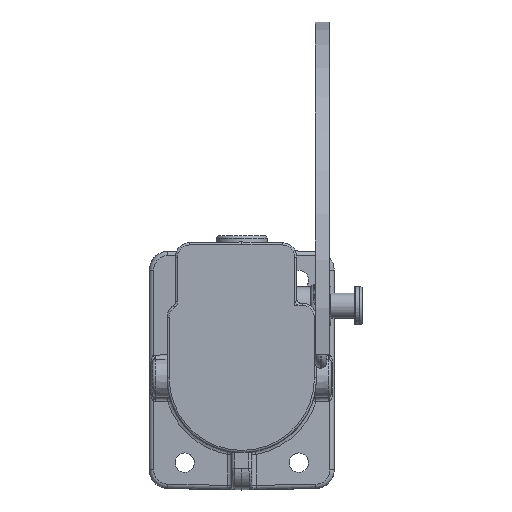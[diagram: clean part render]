
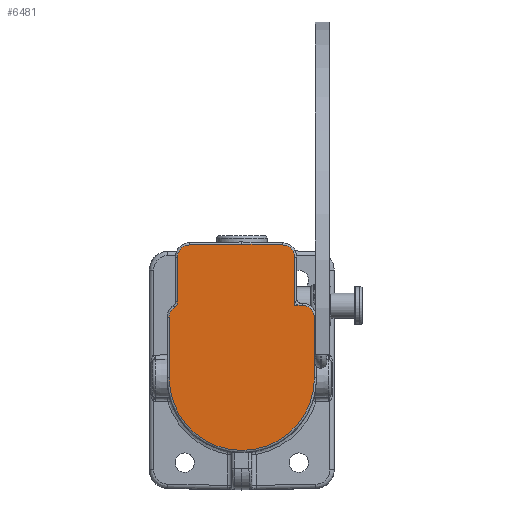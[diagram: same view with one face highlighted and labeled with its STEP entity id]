
A CAD part, top view. The second image highlights one B-rep face of the part: STEP entity #6481.
In plain terms, the highlighted planar face has unit normal (0, 0, 1).
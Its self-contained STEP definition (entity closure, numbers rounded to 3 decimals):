
#1034=FACE_OUTER_BOUND('',#1480,.T.);
#1480=EDGE_LOOP('',(#5223,#5224,#5225,#5226,#5227,#5228,#5229,#5230,#5231,
#5232,#5233,#5234,#5235));
#1878=CIRCLE('',#7107,8.5);
#1882=CIRCLE('',#7113,4.5);
#1885=CIRCLE('',#7117,8.5);
#1889=CIRCLE('',#7123,50.5);
#1892=CIRCLE('',#7128,8.5);
#1895=CIRCLE('',#7132,8.5);
#2166=LINE('',#14036,#2374);
#2168=LINE('',#14043,#2376);
#2216=LINE('',#15878,#2424);
#2217=LINE('',#15887,#2425);
#2218=LINE('',#15904,#2426);
#2220=LINE('',#15916,#2428);
#2222=LINE('',#15928,#2430);
#2374=VECTOR('',#8229,10.);
#2376=VECTOR('',#8237,10.);
#2424=VECTOR('',#8443,10.);
#2425=VECTOR('',#8456,10.);
#2426=VECTOR('',#8477,10.);
#2428=VECTOR('',#8491,10.);
#2430=VECTOR('',#8509,10.);
#2813=VERTEX_POINT('',#14029);
#2814=VERTEX_POINT('',#14035);
#2816=VERTEX_POINT('',#14041);
#2871=VERTEX_POINT('',#15862);
#2874=VERTEX_POINT('',#15876);
#2875=VERTEX_POINT('',#15880);
#2876=VERTEX_POINT('',#15885);
#2878=VERTEX_POINT('',#15890);
#2880=VERTEX_POINT('',#15896);
#2882=VERTEX_POINT('',#15902);
#2884=VERTEX_POINT('',#15908);
#2886=VERTEX_POINT('',#15914);
#2888=VERTEX_POINT('',#15923);
#3552=EDGE_CURVE('',#2813,#2814,#2166,.T.);
#3556=EDGE_CURVE('',#2816,#2813,#2168,.T.);
#3668=EDGE_CURVE('',#2874,#2871,#2216,.T.);
#3670=EDGE_CURVE('',#2875,#2874,#1878,.T.);
#3673=EDGE_CURVE('',#2876,#2875,#2217,.T.);
#3675=EDGE_CURVE('',#2878,#2876,#1882,.T.);
#3678=EDGE_CURVE('',#2880,#2878,#1885,.T.);
#3681=EDGE_CURVE('',#2882,#2880,#2218,.T.);
#3684=EDGE_CURVE('',#2884,#2882,#1889,.T.);
#3687=EDGE_CURVE('',#2886,#2884,#2220,.T.);
#3689=EDGE_CURVE('',#2814,#2886,#1892,.T.);
#3692=EDGE_CURVE('',#2888,#2816,#1895,.T.);
#3694=EDGE_CURVE('',#2871,#2888,#2222,.T.);
#5223=ORIENTED_EDGE('',*,*,#3668,.F.);
#5224=ORIENTED_EDGE('',*,*,#3670,.F.);
#5225=ORIENTED_EDGE('',*,*,#3673,.F.);
#5226=ORIENTED_EDGE('',*,*,#3675,.F.);
#5227=ORIENTED_EDGE('',*,*,#3678,.F.);
#5228=ORIENTED_EDGE('',*,*,#3681,.F.);
#5229=ORIENTED_EDGE('',*,*,#3684,.F.);
#5230=ORIENTED_EDGE('',*,*,#3687,.F.);
#5231=ORIENTED_EDGE('',*,*,#3689,.F.);
#5232=ORIENTED_EDGE('',*,*,#3552,.F.);
#5233=ORIENTED_EDGE('',*,*,#3556,.F.);
#5234=ORIENTED_EDGE('',*,*,#3692,.F.);
#5235=ORIENTED_EDGE('',*,*,#3694,.F.);
#5878=PLANE('',#7145);
#6481=ADVANCED_FACE('',(#1034),#5878,.T.);
#7107=AXIS2_PLACEMENT_3D('',#15882,#8448,#8449);
#7113=AXIS2_PLACEMENT_3D('',#15892,#8461,#8462);
#7117=AXIS2_PLACEMENT_3D('',#15898,#8469,#8470);
#7123=AXIS2_PLACEMENT_3D('',#15910,#8483,#8484);
#7128=AXIS2_PLACEMENT_3D('',#15919,#8495,#8496);
#7132=AXIS2_PLACEMENT_3D('',#15925,#8503,#8504);
#7145=AXIS2_PLACEMENT_3D('',#15961,#8540,#8541);
#8229=DIRECTION('',(1.,-0.015,0.));
#8237=DIRECTION('',(0.,-1.,0.));
#8443=DIRECTION('',(1.,0.015,0.));
#8448=DIRECTION('center_axis',(0.,0.,-1.));
#8449=DIRECTION('ref_axis',(-0.712,0.702,0.));
#8456=DIRECTION('',(0.,1.,0.));
#8461=DIRECTION('center_axis',(0.,0.,1.));
#8462=DIRECTION('ref_axis',(0.883,-0.47,0.));
#8469=DIRECTION('center_axis',(0.,0.,-1.));
#8470=DIRECTION('ref_axis',(-0.883,0.47,0.));
#8477=DIRECTION('',(0.,1.,0.));
#8483=DIRECTION('center_axis',(0.,0.,-1.));
#8484=DIRECTION('ref_axis',(0.,-1.,0.));
#8491=DIRECTION('',(0.,-1.,0.));
#8495=DIRECTION('center_axis',(0.,0.,-1.));
#8496=DIRECTION('ref_axis',(0.712,0.702,0.));
#8503=DIRECTION('center_axis',(0.,0.,-1.));
#8504=DIRECTION('ref_axis',(0.714,0.7,0.));
#8509=DIRECTION('',(1.,-0.019,0.));
#8540=DIRECTION('center_axis',(0.,0.,1.));
#8541=DIRECTION('ref_axis',(1.,0.,0.));
#14029=CARTESIAN_POINT('',(36.75,50.579,185.));
#14035=CARTESIAN_POINT('',(42.126,50.499,185.));
#14036=CARTESIAN_POINT('',(0.291,51.12,185.));
#14041=CARTESIAN_POINT('',(36.75,84.,185.));
#14043=CARTESIAN_POINT('',(36.75,47.166,185.));
#15862=CARTESIAN_POINT('',(-0.003,93.039,185.));
#15876=CARTESIAN_POINT('',(-36.376,92.499,185.));
#15878=CARTESIAN_POINT('',(-18.801,92.76,185.));
#15880=CARTESIAN_POINT('',(-44.75,84.,185.));
#15882=CARTESIAN_POINT('Origin',(-36.25,84.,185.));
#15885=CARTESIAN_POINT('',(-44.75,52.791,185.));
#15887=CARTESIAN_POINT('',(-44.75,29.166,185.));
#15890=CARTESIAN_POINT('',(-46.74,49.055,185.));
#15892=CARTESIAN_POINT('Origin',(-49.25,52.791,185.));
#15896=CARTESIAN_POINT('',(-50.5,42.,185.));
#15898=CARTESIAN_POINT('Origin',(-42.,42.,185.));
#15902=CARTESIAN_POINT('',(-50.5,0.,185.));
#15904=CARTESIAN_POINT('',(-50.5,5.166,185.));
#15908=CARTESIAN_POINT('',(50.5,0.,185.));
#15910=CARTESIAN_POINT('Origin',(0.,0.,185.));
#15914=CARTESIAN_POINT('',(50.5,42.,185.));
#15916=CARTESIAN_POINT('',(50.5,26.166,185.));
#15919=CARTESIAN_POINT('Origin',(42.,42.,185.));
#15923=CARTESIAN_POINT('',(28.412,92.498,185.));
#15925=CARTESIAN_POINT('Origin',(28.25,84.,185.));
#15928=CARTESIAN_POINT('',(0.772,93.024,185.));
#15961=CARTESIAN_POINT('Origin',(0.,10.333,
185.));
